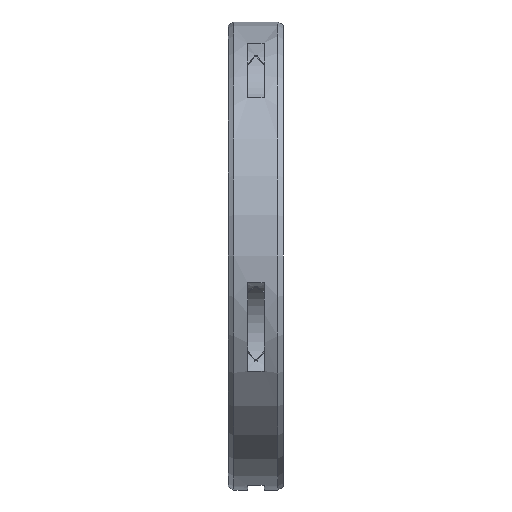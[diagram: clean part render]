
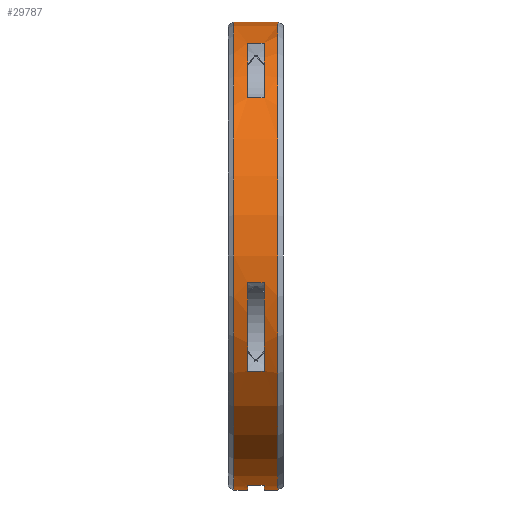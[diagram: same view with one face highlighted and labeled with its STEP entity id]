
A CAD part, left-side view. The second image highlights one B-rep face of the part: STEP entity #29787.
In plain terms, the highlighted cylindrical face has radius 42.5 mm (diameter 85 mm), a partial arc.
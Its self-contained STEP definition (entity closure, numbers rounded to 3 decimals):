
#28481=CARTESIAN_POINT('',(0.,-1.5,0.));
#28482=DIRECTION('',(0.,-1.,0.));
#28483=DIRECTION('',(-0.199,0.,-0.98));
#28484=AXIS2_PLACEMENT_3D('',#28481,#28482,#28483);
#28489=DIRECTION('',(0.,-1.,0.));
#28490=VECTOR('',#28489,3.);
#28491=CARTESIAN_POINT('',(-8.45,1.5,-41.652));
#28492=LINE('',#28491,#28490);
#28496=CARTESIAN_POINT('',(0.,1.5,0.));
#28497=DIRECTION('',(0.,-1.,0.));
#28498=DIRECTION('',(-0.199,0.,-0.98));
#28499=AXIS2_PLACEMENT_3D('',#28496,#28497,#28498);
#28504=DIRECTION('',(0.,1.,0.));
#28505=VECTOR('',#28504,2.5);
#28506=CARTESIAN_POINT('',(0.,1.5,-42.5));
#28507=LINE('',#28506,#28505);
#28511=DIRECTION('',(0.,1.,0.));
#28512=VECTOR('',#28511,8.);
#28513=CARTESIAN_POINT('',(0.,-4.,42.5));
#28514=LINE('',#28513,#28512);
#28518=CARTESIAN_POINT('',(0.,-4.,0.));
#28519=DIRECTION('',(0.,1.,0.));
#28520=DIRECTION('',(0.,0.,-1.));
#28521=AXIS2_PLACEMENT_3D('',#28518,#28519,#28520);
#28526=DIRECTION('',(0.,1.,0.));
#28527=VECTOR('',#28526,2.5);
#28528=CARTESIAN_POINT('',(0.,-4.,-42.5));
#28529=LINE('',#28528,#28527);
#28533=CARTESIAN_POINT('',(0.,-1.5,0.));
#28534=DIRECTION('',(0.,-1.,0.));
#28535=DIRECTION('',(-0.415,0.,0.91));
#28536=AXIS2_PLACEMENT_3D('',#28533,#28534,#28535);
#28541=DIRECTION('',(0.,-1.,0.));
#28542=VECTOR('',#28541,3.);
#28543=CARTESIAN_POINT('',(-17.646,1.5,38.663));
#28544=LINE('',#28543,#28542);
#28548=CARTESIAN_POINT('',(0.,1.5,0.));
#28549=DIRECTION('',(0.,-1.,0.));
#28550=DIRECTION('',(-0.415,0.,0.91));
#28551=AXIS2_PLACEMENT_3D('',#28548,#28549,#28550);
#28556=DIRECTION('',(0.,-1.,0.));
#28557=VECTOR('',#28556,3.);
#28558=CARTESIAN_POINT('',(-31.318,1.5,28.73));
#28559=LINE('',#28558,#28557);
#28563=CARTESIAN_POINT('',(0.,-1.5,0.));
#28564=DIRECTION('',(0.,-1.,0.));
#28565=DIRECTION('',(-0.994,0.,-0.114));
#28566=AXIS2_PLACEMENT_3D('',#28563,#28564,#28565);
#28571=DIRECTION('',(0.,-1.,0.));
#28572=VECTOR('',#28571,3.);
#28573=CARTESIAN_POINT('',(-42.224,1.5,-4.835));
#28574=LINE('',#28573,#28572);
#28578=CARTESIAN_POINT('',(0.,1.5,0.));
#28579=DIRECTION('',(0.,-1.,0.));
#28580=DIRECTION('',(-0.994,0.,-0.114));
#28581=AXIS2_PLACEMENT_3D('',#28578,#28579,#28580);
#28586=DIRECTION('',(0.,-1.,0.));
#28587=VECTOR('',#28586,3.);
#28588=CARTESIAN_POINT('',(-37.002,1.5,-20.907));
#28589=LINE('',#28588,#28587);
#28623=CARTESIAN_POINT('',(0.,4.,0.));
#28624=DIRECTION('',(0.,1.,0.));
#28625=DIRECTION('',(0.,0.,-1.));
#28626=AXIS2_PLACEMENT_3D('',#28623,#28624,#28625);
#29018=CARTESIAN_POINT('',(0.,-4.,-42.5));
#29020=VERTEX_POINT('',#29018);
#29021=CARTESIAN_POINT('',(0.,4.,-42.5));
#29023=VERTEX_POINT('',#29021);
#29050=CARTESIAN_POINT('',(0.,-4.,42.5));
#29052=VERTEX_POINT('',#29050);
#29053=CARTESIAN_POINT('',(0.,4.,42.5));
#29054=VERTEX_POINT('',#29053);
#29067=CARTESIAN_POINT('',(0.,-1.5,-42.5));
#29069=VERTEX_POINT('',#29067);
#29071=CARTESIAN_POINT('',(0.,1.5,-42.5));
#29073=VERTEX_POINT('',#29071);
#29081=CARTESIAN_POINT('',(-8.45,-1.5,-41.652));
#29082=VERTEX_POINT('',#29081);
#29083=CARTESIAN_POINT('',(-8.45,1.5,-41.652));
#29084=VERTEX_POINT('',#29083);
#29137=CARTESIAN_POINT('',(-17.646,-1.5,38.663));
#29138=CARTESIAN_POINT('',(-31.318,-1.5,28.73));
#29139=VERTEX_POINT('',#29137);
#29140=VERTEX_POINT('',#29138);
#29141=CARTESIAN_POINT('',(-17.646,1.5,38.663));
#29142=CARTESIAN_POINT('',(-31.318,1.5,28.73));
#29143=VERTEX_POINT('',#29141);
#29144=VERTEX_POINT('',#29142);
#29157=CARTESIAN_POINT('',(-42.224,-1.5,-4.835));
#29158=CARTESIAN_POINT('',(-37.002,-1.5,-20.907));
#29159=VERTEX_POINT('',#29157);
#29160=VERTEX_POINT('',#29158);
#29161=CARTESIAN_POINT('',(-42.224,1.5,-4.835));
#29162=CARTESIAN_POINT('',(-37.002,1.5,-20.907));
#29163=VERTEX_POINT('',#29161);
#29164=VERTEX_POINT('',#29162);
#29752=CARTESIAN_POINT('',(0.,44.624,0.));
#29753=DIRECTION('',(0.,-1.,0.));
#29754=DIRECTION('',(0.,0.,1.));
#29755=AXIS2_PLACEMENT_3D('',#29752,#29753,#29754);
#29756=CYLINDRICAL_SURFACE('',#29755,42.5);
#29757=ORIENTED_EDGE('',*,*,#29574,.F.);
#29759=ORIENTED_EDGE('',*,*,#29758,.F.);
#29761=ORIENTED_EDGE('',*,*,#29760,.T.);
#29762=ORIENTED_EDGE('',*,*,#29535,.T.);
#29764=ORIENTED_EDGE('',*,*,#29763,.T.);
#29765=ORIENTED_EDGE('',*,*,#29531,.F.);
#29767=ORIENTED_EDGE('',*,*,#29766,.F.);
#29768=ORIENTED_EDGE('',*,*,#29527,.T.);
#29769=EDGE_LOOP('',(#29757,#29759,#29761,#29762,#29764,#29765,#29767,#29768));
#29770=FACE_OUTER_BOUND('',#29769,.F.);
#29772=ORIENTED_EDGE('',*,*,#29771,.F.);
#29774=ORIENTED_EDGE('',*,*,#29773,.F.);
#29776=ORIENTED_EDGE('',*,*,#29775,.T.);
#29778=ORIENTED_EDGE('',*,*,#29777,.T.);
#29779=EDGE_LOOP('',(#29772,#29774,#29776,#29778));
#29780=FACE_BOUND('',#29779,.F.);
#29781=ORIENTED_EDGE('',*,*,#29634,.F.);
#29782=ORIENTED_EDGE('',*,*,#29658,.F.);
#29783=ORIENTED_EDGE('',*,*,#29739,.T.);
#29784=ORIENTED_EDGE('',*,*,#29680,.T.);
#29785=EDGE_LOOP('',(#29781,#29782,#29783,#29784));
#29786=FACE_BOUND('',#29785,.F.);
#28485=CIRCLE('',#28484,42.5);
#28500=CIRCLE('',#28499,42.5);
#28522=CIRCLE('',#28521,42.5);
#28537=CIRCLE('',#28536,42.5);
#28552=CIRCLE('',#28551,42.5);
#28567=CIRCLE('',#28566,42.5);
#28582=CIRCLE('',#28581,42.5);
#28627=CIRCLE('',#28626,42.5);
#29527=EDGE_CURVE('',#29020,#29069,#28529,.T.);
#29531=EDGE_CURVE('',#29052,#29054,#28514,.T.);
#29535=EDGE_CURVE('',#29073,#29023,#28507,.T.);
#29574=EDGE_CURVE('',#29082,#29069,#28485,.T.);
#29634=EDGE_CURVE('',#29159,#29160,#28567,.T.);
#29658=EDGE_CURVE('',#29163,#29159,#28574,.T.);
#29680=EDGE_CURVE('',#29164,#29160,#28589,.T.);
#29739=EDGE_CURVE('',#29163,#29164,#28582,.T.);
#29758=EDGE_CURVE('',#29084,#29082,#28492,.T.);
#29760=EDGE_CURVE('',#29084,#29073,#28500,.T.);
#29763=EDGE_CURVE('',#29023,#29054,#28627,.T.);
#29766=EDGE_CURVE('',#29020,#29052,#28522,.T.);
#29771=EDGE_CURVE('',#29139,#29140,#28537,.T.);
#29773=EDGE_CURVE('',#29143,#29139,#28544,.T.);
#29775=EDGE_CURVE('',#29143,#29144,#28552,.T.);
#29777=EDGE_CURVE('',#29144,#29140,#28559,.T.);
#29787=ADVANCED_FACE('',(#29770,#29780,#29786),#29756,.T.);
